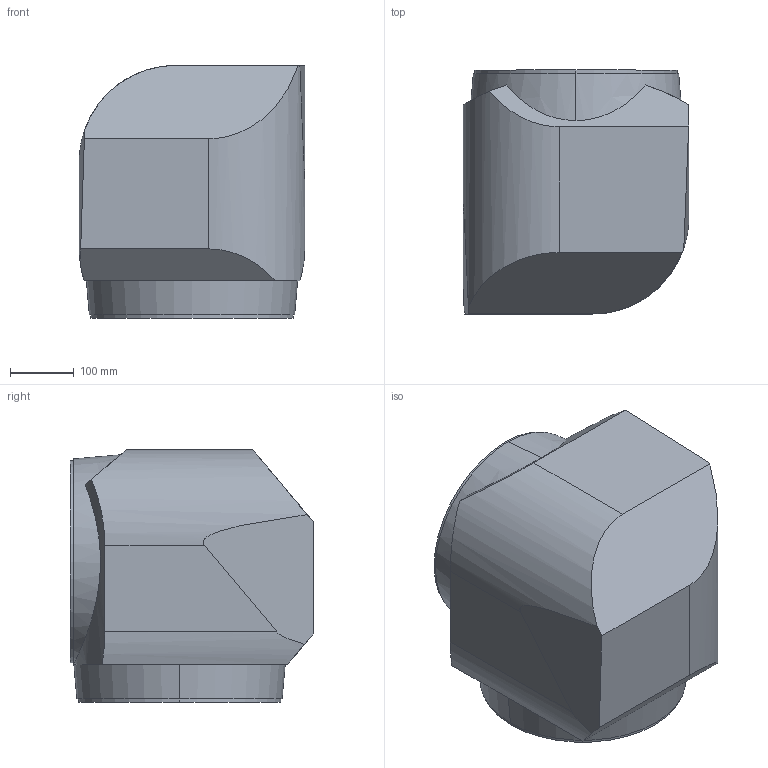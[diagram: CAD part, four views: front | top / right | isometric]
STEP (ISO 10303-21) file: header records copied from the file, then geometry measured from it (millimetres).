
FILE_DESCRIPTION((''), '1');
FILE_NAME('^17880 ', '2003-04-08T14:00:30+00:00', (''), (''), 'CATIA.STEP INTERFACE', 'CATIA SOLUTIONS V4 RELEASE 2.4 FR 4.2.4', '');
FILE_SCHEMA(('AUTOMOTIVE_DESIGN { 1 2 10303 214 0 1 1 1 }'));
Length unit declared in the file: millimetre
Products named in the file (1): *MASTER
Bounding box: 352.5 x 381 x 395 mm (x, y, z)
Volume: 43443468 mm3; surface area: 691720.2 mm2
Topology: 1 solids, 1 shells, 30 faces, 76 edges, 53 vertices
Faces by surface type: plane 14, cylinder 11, cone 5
Entity records: 982 total; most frequent: CARTESIAN_POINT 256, ORIENTED_EDGE 148, DIRECTION 139, EDGE_CURVE 74, AXIS2_PLACEMENT_3D 55, VERTEX_POINT 48, EDGE_LOOP 32, FACE_OUTER_BOUND 30
